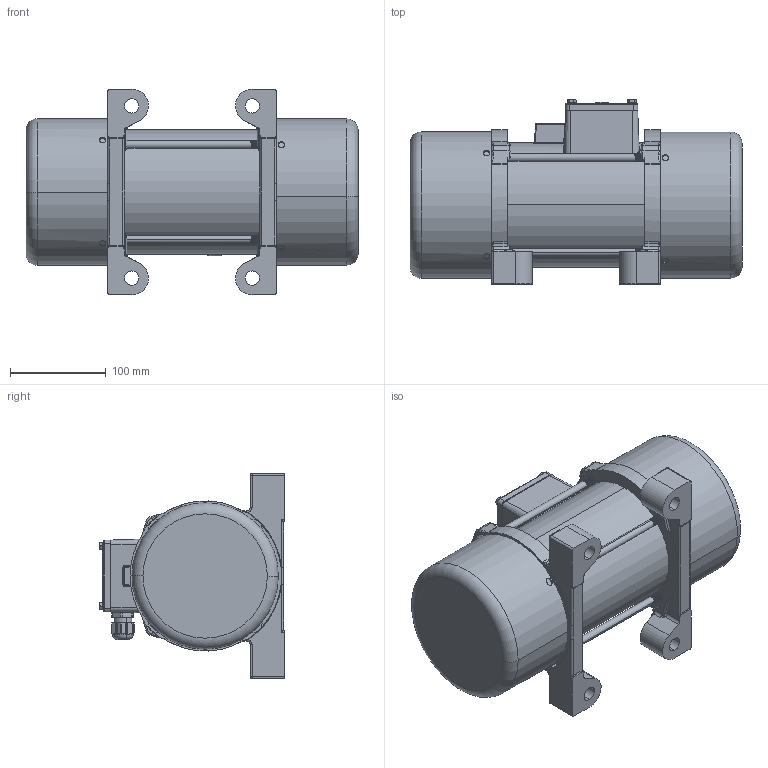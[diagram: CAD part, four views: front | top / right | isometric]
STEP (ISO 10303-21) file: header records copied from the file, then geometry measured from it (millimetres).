
FILE_DESCRIPTION (( 'STEP AP214' ), '1' );
FILE_NAME ('VEMS_80-4-29.STEP', '2019-01-18T06:57:35', ( '' ), ( '' ), 'SwSTEP 2.0', 'SolidWorks 2018', '' );
FILE_SCHEMA (( 'AUTOMOTIVE_DESIGN' ));
Length unit declared in the file: millimetre
Products named in the file (12): KlemensKapaðý_iþl_VEMS80ve90; MuhafazaTasý_VEMS80_80-4-40-Boy85; Kapak_ayaklý_KapsonsPaket_iþl_VEMS80_DOLU; Rakor_Þapka_Pg11; Rakor_Tapa_Pg11; Gövde_boru_KapsonsPaket_iþl_VEMS80_DOLU; VEMS_80-4-29; Rakor_Komple-Ara_Pg11_Varsay考an; Civata_Alt齂鳋e_M5x15xTP_ISO 4014 - M5 x 25 x 25-S; Civata_Silindirik-AltýköþeOyuklu_M8x170x30; Somun_Alt齂鳋e_M8_ISO 4014 - M5 x 25 x 16-S; Rakor_Gövde_Pg11
Assembly tree (22 placements, depth 3):
  VEMS_80-4-29
    Gövde_boru_KapsonsPaket_iþl_VEMS80_DOLU
    Kapak_ayaklý_KapsonsPaket_iþl_VEMS80_DOLU  x2
    MuhafazaTasý_VEMS80_80-4-40-Boy85  x2
    KlemensKapaðý_iþl_VEMS80ve90
    Civata_Alt齂鳋e_M5x15xTP_ISO 4014 - M5 x 25 x 25-S  x4
    Rakor_Komple-Ara_Pg11_Varsay考an
      Rakor_Gövde_Pg11
      Rakor_Tapa_Pg11
      Rakor_Þapka_Pg11
    Civata_Silindirik-AltýköþeOyuklu_M8x170x30  x4
    Somun_Alt齂鳋e_M8_ISO 4014 - M5 x 25 x 16-S  x4
Bounding box: 347 x 192.5 x 215 mm (x, y, z)
Volume: 6522195.1 mm3; surface area: 456931.1 mm2
Topology: 21 solids, 21 shells, 2133 faces, 5472 edges, 3378 vertices
Faces by surface type: cylinder 854, plane 512, cone 412, torus 213, bspline 124, sphere 18
Entity records: 44268 total; most frequent: CARTESIAN_POINT 16434, ORIENTED_EDGE 5784, DIRECTION 5753, EDGE_CURVE 2892, AXIS2_PLACEMENT_3D 2289, VERTEX_POINT 1810, EDGE_LOOP 1208, CIRCLE 1207
